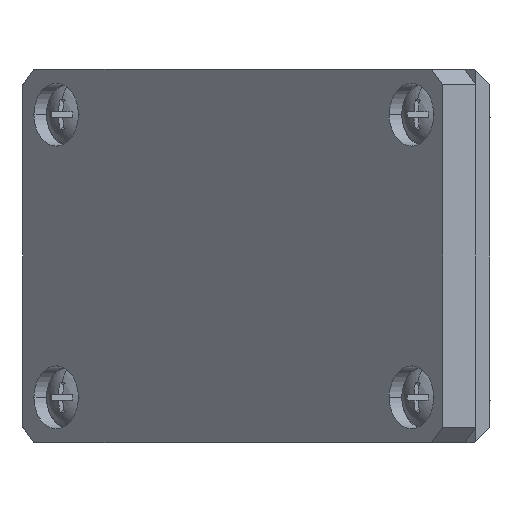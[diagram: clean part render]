
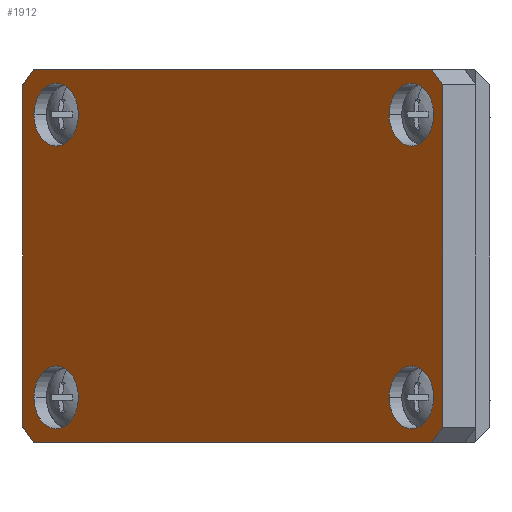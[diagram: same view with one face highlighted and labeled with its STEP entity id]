
A CAD part, left-side view. The second image highlights one B-rep face of the part: STEP entity #1912.
In plain terms, the highlighted planar face has unit normal (-0.707, 0.707, 0).
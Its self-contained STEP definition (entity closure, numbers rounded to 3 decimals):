
#384=FACE_OUTER_BOUND('',#651,.F.);
#508=FACE_BOUND('',#647,.F.);
#509=FACE_BOUND('',#648,.F.);
#510=FACE_BOUND('',#649,.F.);
#511=FACE_BOUND('',#650,.F.);
#647=EDGE_LOOP('',(#1333,#1334));
#648=EDGE_LOOP('',(#1335,#1336));
#649=EDGE_LOOP('',(#1337,#1338));
#650=EDGE_LOOP('',(#1339,#1340));
#651=EDGE_LOOP('',(#1341,#1342,#1343,#1344,#1345,#1346,#1347,#1348));
#1333=ORIENTED_EDGE('',*,*,#3438,.T.);
#1334=ORIENTED_EDGE('',*,*,#3437,.T.);
#1335=ORIENTED_EDGE('',*,*,#3442,.T.);
#1336=ORIENTED_EDGE('',*,*,#3441,.T.);
#1337=ORIENTED_EDGE('',*,*,#3440,.T.);
#1338=ORIENTED_EDGE('',*,*,#3439,.T.);
#1339=ORIENTED_EDGE('',*,*,#3436,.T.);
#1340=ORIENTED_EDGE('',*,*,#3435,.T.);
#1341=ORIENTED_EDGE('',*,*,#3443,.F.);
#1342=ORIENTED_EDGE('',*,*,#3429,.T.);
#1343=ORIENTED_EDGE('',*,*,#3446,.F.);
#1344=ORIENTED_EDGE('',*,*,#3426,.T.);
#1345=ORIENTED_EDGE('',*,*,#3444,.T.);
#1346=ORIENTED_EDGE('',*,*,#3423,.T.);
#1347=ORIENTED_EDGE('',*,*,#3445,.T.);
#1348=ORIENTED_EDGE('',*,*,#3432,.T.);
#1912=ADVANCED_FACE('',(#508,#509,#510,#511,#384),#2073,.T.);
#2073=PLANE('',#4361);
#2602=LINE('',#6363,#2840);
#2605=LINE('',#6366,#2843);
#2608=LINE('',#6369,#2846);
#2611=LINE('',#6372,#2849);
#2614=LINE('',#6383,#2852);
#2615=LINE('',#6384,#2853);
#2616=LINE('',#6385,#2854);
#2617=LINE('',#6386,#2855);
#2840=VECTOR('',#4934,1.414);
#2843=VECTOR('',#4937,1.414);
#2846=VECTOR('',#4940,1.414);
#2849=VECTOR('',#4943,1.414);
#2852=VECTOR('',#4962,35.8);
#2853=VECTOR('',#4963,35.8);
#2854=VECTOR('',#4964,21.8);
#2855=VECTOR('',#4965,21.8);
#3078=CIRCLE('',#4216,2.);
#3079=CIRCLE('',#4217,2.);
#3080=CIRCLE('',#4218,2.);
#3081=CIRCLE('',#4219,2.);
#3082=CIRCLE('',#4220,2.);
#3083=CIRCLE('',#4221,2.);
#3084=CIRCLE('',#4222,2.);
#3085=CIRCLE('',#4223,2.);
#3423=EDGE_CURVE('',#3797,#3796,#2602,.T.);
#3426=EDGE_CURVE('',#3795,#3794,#2605,.T.);
#3429=EDGE_CURVE('',#3793,#3792,#2608,.T.);
#3432=EDGE_CURVE('',#3791,#3790,#2611,.T.);
#3435=EDGE_CURVE('',#3799,#3798,#3078,.T.);
#3436=EDGE_CURVE('',#3798,#3799,#3079,.T.);
#3437=EDGE_CURVE('',#3805,#3804,#3080,.T.);
#3438=EDGE_CURVE('',#3804,#3805,#3081,.T.);
#3439=EDGE_CURVE('',#3811,#3810,#3082,.T.);
#3440=EDGE_CURVE('',#3810,#3811,#3083,.T.);
#3441=EDGE_CURVE('',#3817,#3816,#3084,.T.);
#3442=EDGE_CURVE('',#3816,#3817,#3085,.T.);
#3443=EDGE_CURVE('',#3793,#3790,#2614,.T.);
#3444=EDGE_CURVE('',#3794,#3797,#2615,.T.);
#3445=EDGE_CURVE('',#3796,#3791,#2616,.T.);
#3446=EDGE_CURVE('',#3795,#3792,#2617,.T.);
#3790=VERTEX_POINT('',#5753);
#3791=VERTEX_POINT('',#5754);
#3792=VERTEX_POINT('',#5755);
#3793=VERTEX_POINT('',#5756);
#3794=VERTEX_POINT('',#5757);
#3795=VERTEX_POINT('',#5758);
#3796=VERTEX_POINT('',#5759);
#3797=VERTEX_POINT('',#5760);
#3798=VERTEX_POINT('',#5761);
#3799=VERTEX_POINT('',#5762);
#3804=VERTEX_POINT('',#5767);
#3805=VERTEX_POINT('',#5768);
#3810=VERTEX_POINT('',#5773);
#3811=VERTEX_POINT('',#5774);
#3816=VERTEX_POINT('',#5779);
#3817=VERTEX_POINT('',#5780);
#4216=AXIS2_PLACEMENT_3D('',#6375,#4946,#4947);
#4217=AXIS2_PLACEMENT_3D('',#6376,#4948,#4949);
#4218=AXIS2_PLACEMENT_3D('',#6377,#4950,#4951);
#4219=AXIS2_PLACEMENT_3D('',#6378,#4952,#4953);
#4220=AXIS2_PLACEMENT_3D('',#6379,#4954,#4955);
#4221=AXIS2_PLACEMENT_3D('',#6380,#4956,#4957);
#4222=AXIS2_PLACEMENT_3D('',#6381,#4958,#4959);
#4223=AXIS2_PLACEMENT_3D('',#6382,#4960,#4961);
#4361=AXIS2_PLACEMENT_3D('',#7070,#5318,#5319);
#4934=DIRECTION('',(0.5,0.5,0.707));
#4937=DIRECTION('',(0.5,0.5,-0.707));
#4940=DIRECTION('',(-0.5,-0.5,-0.707));
#4943=DIRECTION('',(-0.5,-0.5,0.707));
#4946=DIRECTION('',(-0.707,0.707,0.));
#4947=DIRECTION('',(-0.707,-0.707,0.));
#4948=DIRECTION('',(-0.707,0.707,0.));
#4949=DIRECTION('',(0.707,0.707,0.));
#4950=DIRECTION('',(-0.707,0.707,0.));
#4951=DIRECTION('',(-0.707,-0.707,0.));
#4952=DIRECTION('',(-0.707,0.707,0.));
#4953=DIRECTION('',(0.707,0.707,0.));
#4954=DIRECTION('',(-0.707,0.707,0.));
#4955=DIRECTION('',(-0.707,-0.707,0.));
#4956=DIRECTION('',(-0.707,0.707,0.));
#4957=DIRECTION('',(0.707,0.707,0.));
#4958=DIRECTION('',(-0.707,0.707,0.));
#4959=DIRECTION('',(-0.707,-0.707,0.));
#4960=DIRECTION('',(-0.707,0.707,0.));
#4961=DIRECTION('',(0.707,0.707,0.));
#4962=DIRECTION('',(0.707,0.707,0.));
#4963=DIRECTION('',(0.707,0.707,0.));
#4964=DIRECTION('',(0.,0.,1.));
#4965=DIRECTION('',(0.,0.,1.));
#5318=DIRECTION('',(-0.707,0.707,0.));
#5319=DIRECTION('',(0.707,0.707,0.));
#5753=CARTESIAN_POINT('',(23.9,29.042,23.8));
#5754=CARTESIAN_POINT('',(24.607,29.749,22.8));
#5755=CARTESIAN_POINT('',(-2.122,3.021,22.8));
#5756=CARTESIAN_POINT('',(-1.415,3.728,23.8));
#5757=CARTESIAN_POINT('',(-1.415,3.728,0.));
#5758=CARTESIAN_POINT('',(-2.122,3.021,1.));
#5759=CARTESIAN_POINT('',(24.607,29.749,1.));
#5760=CARTESIAN_POINT('',(23.9,29.042,0.));
#5761=CARTESIAN_POINT('',(23.9,29.042,20.9));
#5762=CARTESIAN_POINT('',(21.071,26.214,20.9));
#5767=CARTESIAN_POINT('',(23.9,29.042,2.9));
#5768=CARTESIAN_POINT('',(21.071,26.214,2.9));
#5773=CARTESIAN_POINT('',(1.272,6.415,20.9));
#5774=CARTESIAN_POINT('',(-1.556,3.586,20.9));
#5779=CARTESIAN_POINT('',(1.272,6.415,2.9));
#5780=CARTESIAN_POINT('',(-1.556,3.586,2.9));
#6363=CARTESIAN_POINT('',(23.9,29.042,0.));
#6366=CARTESIAN_POINT('',(-2.122,3.021,1.));
#6369=CARTESIAN_POINT('',(-1.415,3.728,23.8));
#6372=CARTESIAN_POINT('',(24.607,29.749,22.8));
#6375=CARTESIAN_POINT('',(22.485,27.628,20.9));
#6376=CARTESIAN_POINT('',(22.485,27.628,20.9));
#6377=CARTESIAN_POINT('',(22.485,27.628,2.9));
#6378=CARTESIAN_POINT('',(22.485,27.628,2.9));
#6379=CARTESIAN_POINT('',(-0.142,5.001,20.9));
#6380=CARTESIAN_POINT('',(-0.142,5.001,20.9));
#6381=CARTESIAN_POINT('',(-0.142,5.001,2.9));
#6382=CARTESIAN_POINT('',(-0.142,5.001,2.9));
#6383=CARTESIAN_POINT('',(-1.415,3.728,23.8));
#6384=CARTESIAN_POINT('',(-1.415,3.728,0.));
#6385=CARTESIAN_POINT('',(24.607,29.749,1.));
#6386=CARTESIAN_POINT('',(-2.122,3.021,1.));
#7070=CARTESIAN_POINT('',(-2.389,2.753,24.178));
